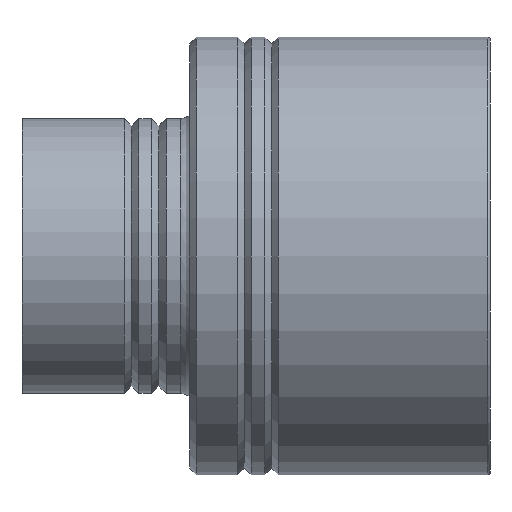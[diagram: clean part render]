
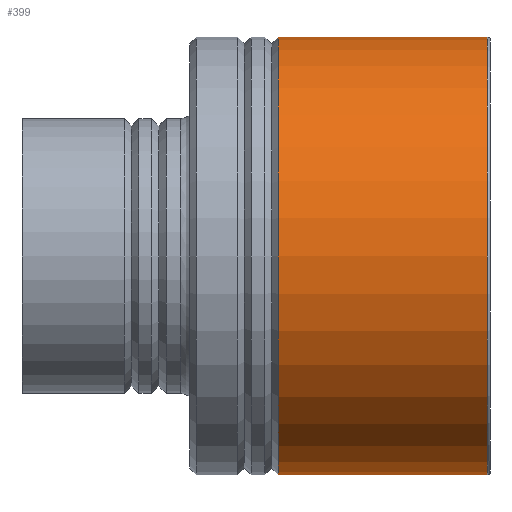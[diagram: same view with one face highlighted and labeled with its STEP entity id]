
A CAD part, front view. The second image highlights one B-rep face of the part: STEP entity #399.
In plain terms, the highlighted cylindrical face has radius 25.4 mm (diameter 50.8 mm), a full revolution.
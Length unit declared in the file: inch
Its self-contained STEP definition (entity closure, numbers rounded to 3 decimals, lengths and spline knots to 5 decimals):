
#178=CARTESIAN_POINT('',(4.23766,6.72522,0.0));
#179=VERTEX_POINT('',#178);
#180=CARTESIAN_POINT('',(3.69766,6.72522,0.0));
#181=VERTEX_POINT('',#180);
#182=CARTESIAN_POINT('',(4.23766,6.72522,0.));
#183=CARTESIAN_POINT('',(4.23766,6.72522,0.03402));
#184=CARTESIAN_POINT('',(4.23078,6.72331,0.07019));
#185=CARTESIAN_POINT('',(4.20307,6.71643,0.13647));
#186=CARTESIAN_POINT('',(4.18225,6.71155,0.1666));
#187=CARTESIAN_POINT('',(4.13443,6.70234,0.21409));
#188=CARTESIAN_POINT('',(4.10419,6.6974,0.23469));
#189=CARTESIAN_POINT('',(4.03781,6.69038,0.26207));
#190=CARTESIAN_POINT('',(4.00165,6.68841,0.26885));
#191=CARTESIAN_POINT('',(3.93366,6.68841,0.26885));
#192=CARTESIAN_POINT('',(3.8975,6.69038,0.26207));
#193=CARTESIAN_POINT('',(3.83112,6.6974,0.23469));
#194=CARTESIAN_POINT('',(3.80088,6.70234,0.21409));
#195=CARTESIAN_POINT('',(3.75306,6.71155,0.1666));
#196=CARTESIAN_POINT('',(3.73224,6.71643,0.13647));
#197=CARTESIAN_POINT('',(3.70454,6.72331,0.07019));
#198=CARTESIAN_POINT('',(3.69766,6.72522,0.03402));
#199=CARTESIAN_POINT('',(3.69766,6.72522,0.));
#200=B_SPLINE_CURVE_WITH_KNOTS('',3,(#182,#183,#184,#185,#186,#187,#188,#189,#190,#191,#192,#193,#194,#195,#196,#197,#198,#199),.UNSPECIFIED.,.F.,.U.,(4,2,2,2,2,2,2,2,4),(0.40813,0.5102,0.61227,0.71426,0.81625,0.91824,1.02023,1.1223,1.22438),.UNSPECIFIED.);
#201=EDGE_CURVE('',#179,#181,#200,.T.);
#203=CARTESIAN_POINT('',(3.69766,6.72522,0.));
#204=CARTESIAN_POINT('',(3.69766,6.72522,-0.03402));
#205=CARTESIAN_POINT('',(3.70454,6.72331,-0.07019));
#206=CARTESIAN_POINT('',(3.73224,6.71643,-0.13647));
#207=CARTESIAN_POINT('',(3.75306,6.71155,-0.1666));
#208=CARTESIAN_POINT('',(3.80088,6.70234,-0.21409));
#209=CARTESIAN_POINT('',(3.83112,6.6974,-0.23469));
#210=CARTESIAN_POINT('',(3.8975,6.69038,-0.26207));
#211=CARTESIAN_POINT('',(3.93366,6.68841,-0.26885));
#212=CARTESIAN_POINT('',(3.96766,6.68841,-0.26885));
#213=CARTESIAN_POINT('',(4.00165,6.68841,-0.26885));
#214=CARTESIAN_POINT('',(4.03781,6.69038,-0.26207));
#215=CARTESIAN_POINT('',(4.10419,6.6974,-0.23469));
#216=CARTESIAN_POINT('',(4.13443,6.70234,-0.21409));
#217=CARTESIAN_POINT('',(4.18225,6.71155,-0.1666));
#218=CARTESIAN_POINT('',(4.20307,6.71643,-0.13647));
#219=CARTESIAN_POINT('',(4.23078,6.72331,-0.07019));
#220=CARTESIAN_POINT('',(4.23766,6.72522,-0.03402));
#221=CARTESIAN_POINT('',(4.23766,6.72522,0.));
#222=B_SPLINE_CURVE_WITH_KNOTS('',3,(#203,#204,#205,#206,#207,#208,#209,#210,#211,#212,#213,#214,#215,#216,#217,#218,#219,#220,#221),.UNSPECIFIED.,.F.,.U.,(4,2,2,2,3,2,2,2,4),(1.22438,1.32645,1.42853,1.53052,1.63251,1.73449,1.83648,1.93856,2.04063),.UNSPECIFIED.);
#223=EDGE_CURVE('',#181,#179,#222,.T.);
#361=CARTESIAN_POINT('',(3.46891,6.72522,0.0));
#362=VERTEX_POINT('',#361);
#363=CARTESIAN_POINT('',(3.46891,5.72522,0.0));
#364=DIRECTION('',(1.0,0.0,0.0));
#365=DIRECTION('',(0.0,1.0,0.0));
#366=AXIS2_PLACEMENT_3D('',#363,#364,#365);
#367=CIRCLE('',#366,1.0);
#368=EDGE_CURVE('',#362,#362,#367,.T.);
#376=CARTESIAN_POINT('',(3.94578,5.72522,0.0));
#377=DIRECTION('',(1.0,0.0,0.0));
#378=DIRECTION('',(0.0,1.0,0.0));
#379=AXIS2_PLACEMENT_3D('',#376,#377,#378);
#380=CYLINDRICAL_SURFACE('',#379,1.0);
#381=CARTESIAN_POINT('',(4.42266,6.72522,0.0));
#382=VERTEX_POINT('',#381);
#383=CARTESIAN_POINT('',(4.42266,5.72522,0.0));
#384=DIRECTION('',(1.0,0.0,0.0));
#385=DIRECTION('',(0.0,1.0,0.0));
#386=AXIS2_PLACEMENT_3D('',#383,#384,#385);
#387=CIRCLE('',#386,1.0);
#388=EDGE_CURVE('',#382,#382,#387,.T.);
#389=ORIENTED_EDGE('',*,*,#388,.F.);
#390=EDGE_LOOP('',(#389));
#391=FACE_OUTER_BOUND('',#390,.T.);
#392=ORIENTED_EDGE('',*,*,#201,.T.);
#393=ORIENTED_EDGE('',*,*,#223,.T.);
#394=EDGE_LOOP('',(#392,#393));
#395=FACE_BOUND('',#394,.T.);
#396=ORIENTED_EDGE('',*,*,#368,.T.);
#397=EDGE_LOOP('',(#396));
#398=FACE_BOUND('',#397,.T.);
#399=ADVANCED_FACE('',(#391,#395,#398),#380,.T.);
